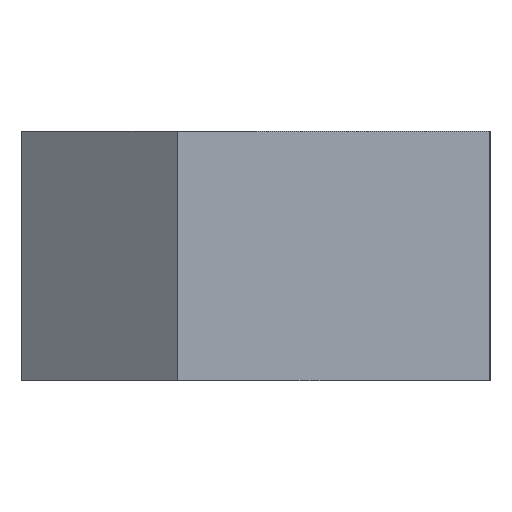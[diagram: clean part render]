
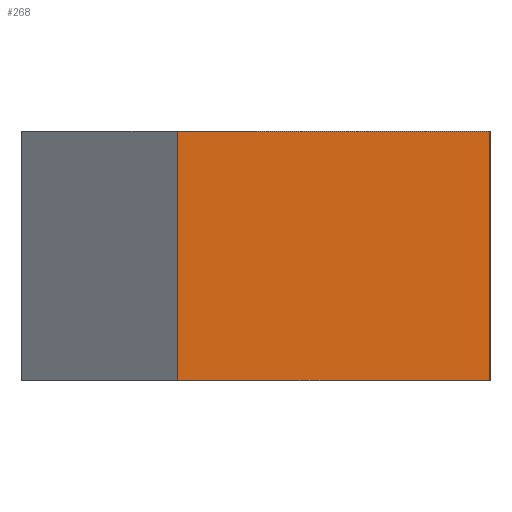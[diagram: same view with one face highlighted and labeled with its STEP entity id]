
A CAD part, left-side view. The second image highlights one B-rep face of the part: STEP entity #268.
In plain terms, the highlighted planar face has unit normal (-1, 0, 0).
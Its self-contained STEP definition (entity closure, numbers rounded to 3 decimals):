
#96=CARTESIAN_POINT('Vertex',(-9.5,1.25,4.)) ;
#99=CARTESIAN_POINT('Line Origine',(-9.5,-1.25,4.)) ;
#103=CARTESIAN_POINT('Vertex',(-9.5,-3.75,4.)) ;
#230=CARTESIAN_POINT('Vertex',(-9.5,1.25,0.)) ;
#233=CARTESIAN_POINT('Line Origine',(-9.5,1.25,2.)) ;
#245=CARTESIAN_POINT('Axis2P3D Location',(-9.5,-3.75,0.)) ;
#250=CARTESIAN_POINT('Line Origine',(-9.5,-1.25,0.)) ;
#254=CARTESIAN_POINT('Vertex',(-9.5,-3.75,0.)) ;
#257=CARTESIAN_POINT('Line Origine',(-9.5,-3.75,2.)) ;
#101=VECTOR('Line Direction',#100,1.) ;
#235=VECTOR('Line Direction',#234,1.) ;
#252=VECTOR('Line Direction',#251,1.) ;
#259=VECTOR('Line Direction',#258,1.) ;
#100=DIRECTION('Vector Direction',(0.,1.,0.)) ;
#234=DIRECTION('Vector Direction',(0.,0.,1.)) ;
#246=DIRECTION('Axis2P3D Direction',(1.,0.,0.)) ;
#247=DIRECTION('Axis2P3D XDirection',(0.,1.,0.)) ;
#251=DIRECTION('Vector Direction',(0.,1.,0.)) ;
#258=DIRECTION('Vector Direction',(0.,0.,1.)) ;
#248=AXIS2_PLACEMENT_3D('Plane Axis2P3D',#245,#246,#247) ;
#102=LINE('Line',#99,#101) ;
#236=LINE('Line',#233,#235) ;
#253=LINE('Line',#250,#252) ;
#260=LINE('Line',#257,#259) ;
#249=PLANE('',#248) ;
#105=EDGE_CURVE('',#97,#104,#102,.F.) ;
#237=EDGE_CURVE('',#231,#97,#236,.T.) ;
#256=EDGE_CURVE('',#231,#255,#253,.F.) ;
#261=EDGE_CURVE('',#255,#104,#260,.T.) ;
#263=ORIENTED_EDGE('',*,*,#237,.F.) ;
#264=ORIENTED_EDGE('',*,*,#256,.T.) ;
#265=ORIENTED_EDGE('',*,*,#261,.T.) ;
#266=ORIENTED_EDGE('',*,*,#105,.F.) ;
#262=EDGE_LOOP('',(#263,#264,#265,#266)) ;
#97=VERTEX_POINT('',#96) ;
#104=VERTEX_POINT('',#103) ;
#231=VERTEX_POINT('',#230) ;
#255=VERTEX_POINT('',#254) ;
#268=ADVANCED_FACE('PartBody',(#267),#249,.F.) ;
#267=FACE_OUTER_BOUND('',#262,.T.) ;
